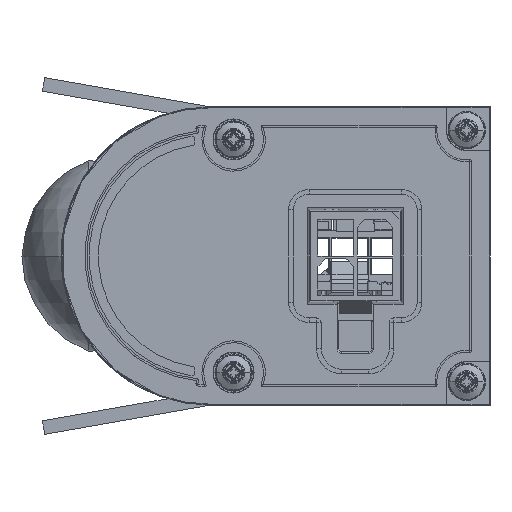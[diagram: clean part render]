
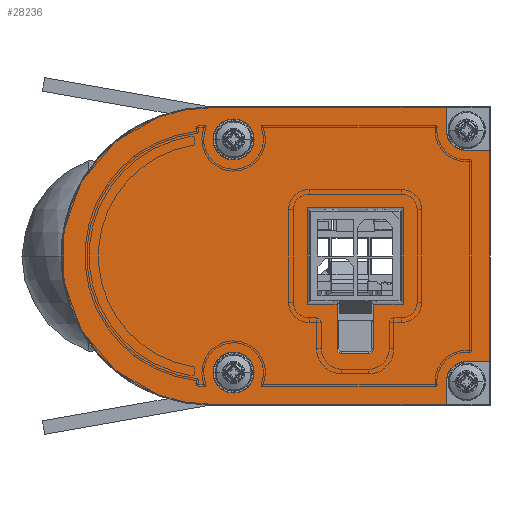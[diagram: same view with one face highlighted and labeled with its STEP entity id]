
A CAD part, left-side view. The second image highlights one B-rep face of the part: STEP entity #28236.
In plain terms, the highlighted face is planar.
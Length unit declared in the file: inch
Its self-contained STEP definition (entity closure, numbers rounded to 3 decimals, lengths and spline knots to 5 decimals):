
#25691=CARTESIAN_POINT('',(12.5,-2.5,0.));
#25692=DIRECTION('',(0.,0.,1.));
#25693=DIRECTION('',(1.,0.,0.));
#25694=AXIS2_PLACEMENT_3D('',#25691,#25692,#25693);
#25696=CARTESIAN_POINT('',(12.5,-2.5,0.));
#25697=DIRECTION('',(0.,0.,1.));
#25698=DIRECTION('',(-1.,0.,0.));
#25699=AXIS2_PLACEMENT_3D('',#25696,#25697,#25698);
#25701=CARTESIAN_POINT('',(-12.5,-2.5,0.));
#25702=DIRECTION('',(0.,0.,1.));
#25703=DIRECTION('',(1.,0.,0.));
#25704=AXIS2_PLACEMENT_3D('',#25701,#25702,#25703);
#25706=CARTESIAN_POINT('',(-12.5,-2.5,0.));
#25707=DIRECTION('',(0.,0.,1.));
#25708=DIRECTION('',(-1.,0.,0.));
#25709=AXIS2_PLACEMENT_3D('',#25706,#25707,#25708);
#25711=DIRECTION('',(0.,1.,0.));
#25712=VECTOR('',#25711,3.19985);
#25713=CARTESIAN_POINT('',(-5.14985,-20.69985,0.));
#25714=LINE('',#25713,#25712);
#25715=DIRECTION('',(-1.,0.,0.));
#25716=VECTOR('',#25715,10.29969);
#25717=CARTESIAN_POINT('',(5.14985,-20.69985,0.));
#25718=LINE('',#25717,#25716);
#25719=DIRECTION('',(0.,-1.,0.));
#25720=VECTOR('',#25719,10.29969);
#25721=CARTESIAN_POINT('',(5.14985,-10.40015,0.));
#25722=LINE('',#25721,#25720);
#25723=DIRECTION('',(1.,0.,0.));
#25724=VECTOR('',#25723,10.29969);
#25725=CARTESIAN_POINT('',(-5.14985,-10.40015,0.));
#25726=LINE('',#25725,#25724);
#25727=DIRECTION('',(0.,1.,0.));
#25728=VECTOR('',#25727,3.19985);
#25729=CARTESIAN_POINT('',(-5.14985,-13.6,0.));
#25730=LINE('',#25729,#25728);
#25731=DIRECTION('',(-1.,0.,0.));
#25732=VECTOR('',#25731,4.80015);
#25733=CARTESIAN_POINT('',(-5.14985,-13.6,0.));
#25734=LINE('',#25733,#25732);
#25735=CARTESIAN_POINT('',(-9.95,-14.1,0.));
#25736=DIRECTION('',(0.,0.,1.));
#25737=DIRECTION('',(0.,1.,0.));
#25738=AXIS2_PLACEMENT_3D('',#25735,#25736,#25737);
#25740=DIRECTION('',(0.,-1.,0.));
#25741=VECTOR('',#25740,2.9);
#25742=CARTESIAN_POINT('',(-10.45,-14.1,0.));
#25743=LINE('',#25742,#25741);
#25744=CARTESIAN_POINT('',(-9.95,-17.,0.));
#25745=DIRECTION('',(0.,0.,1.));
#25746=DIRECTION('',(-1.,0.,0.));
#25747=AXIS2_PLACEMENT_3D('',#25744,#25745,#25746);
#25749=DIRECTION('',(1.,0.,0.));
#25750=VECTOR('',#25749,4.80015);
#25751=CARTESIAN_POINT('',(-9.95,-17.5,0.));
#25752=LINE('',#25751,#25750);
#25753=CARTESIAN_POINT('',(0.,0.,0.));
#25754=DIRECTION('',(0.,0.,1.));
#25755=DIRECTION('',(1.,0.,0.));
#25756=AXIS2_PLACEMENT_3D('',#25753,#25754,#25755);
#25758=DIRECTION('',(0.,1.,0.));
#25759=VECTOR('',#25758,25.3);
#25760=CARTESIAN_POINT('',(15.89527,-25.3,0.));
#25761=LINE('',#25760,#25759);
#25762=DIRECTION('',(-1.,0.,0.));
#25763=VECTOR('',#25762,2.39527);
#25764=CARTESIAN_POINT('',(15.89527,-25.3,0.));
#25765=LINE('',#25764,#25763);
#25766=CARTESIAN_POINT('',(13.5,-27.5,0.));
#25767=DIRECTION('',(0.,0.,1.));
#25768=DIRECTION('',(0.,1.,0.));
#25769=AXIS2_PLACEMENT_3D('',#25766,#25767,#25768);
#25771=DIRECTION('',(0.,1.,0.));
#25772=VECTOR('',#25771,2.39527);
#25773=CARTESIAN_POINT('',(11.3,-29.89527,0.));
#25774=LINE('',#25773,#25772);
#25775=DIRECTION('',(1.,0.,0.));
#25776=VECTOR('',#25775,22.6);
#25777=CARTESIAN_POINT('',(-11.3,-29.89527,0.));
#25778=LINE('',#25777,#25776);
#25779=DIRECTION('',(0.,1.,0.));
#25780=VECTOR('',#25779,2.39527);
#25781=CARTESIAN_POINT('',(-11.3,-29.89527,0.));
#25782=LINE('',#25781,#25780);
#25783=CARTESIAN_POINT('',(-13.5,-27.5,0.));
#25784=DIRECTION('',(0.,0.,1.));
#25785=DIRECTION('',(1.,0.,0.));
#25786=AXIS2_PLACEMENT_3D('',#25783,#25784,#25785);
#25788=DIRECTION('',(1.,0.,0.));
#25789=VECTOR('',#25788,2.39527);
#25790=CARTESIAN_POINT('',(-15.89527,-25.3,0.));
#25791=LINE('',#25790,#25789);
#25792=DIRECTION('',(0.,1.,0.));
#25793=VECTOR('',#25792,25.3);
#25794=CARTESIAN_POINT('',(-15.89527,-25.3,0.));
#25795=LINE('',#25794,#25793);
#27741=CARTESIAN_POINT('',(14.7,-2.5,0.));
#27742=CARTESIAN_POINT('',(10.3,-2.5,0.));
#27743=VERTEX_POINT('',#27741);
#27744=VERTEX_POINT('',#27742);
#27745=CARTESIAN_POINT('',(-10.3,-2.5,0.));
#27746=CARTESIAN_POINT('',(-14.7,-2.5,0.));
#27747=VERTEX_POINT('',#27745);
#27748=VERTEX_POINT('',#27746);
#27873=CARTESIAN_POINT('',(15.89527,0.,0.));
#27875=VERTEX_POINT('',#27873);
#27877=CARTESIAN_POINT('',(-15.89527,0.,0.));
#27879=VERTEX_POINT('',#27877);
#27884=CARTESIAN_POINT('',(-10.45,-14.1,0.));
#27885=CARTESIAN_POINT('',(-10.45,-17.,0.));
#27886=VERTEX_POINT('',#27884);
#27887=VERTEX_POINT('',#27885);
#27888=CARTESIAN_POINT('',(-9.95,-13.6,0.));
#27889=VERTEX_POINT('',#27888);
#27890=CARTESIAN_POINT('',(-9.95,-17.5,0.));
#27891=VERTEX_POINT('',#27890);
#27933=CARTESIAN_POINT('',(-5.14985,-13.6,0.));
#27934=VERTEX_POINT('',#27933);
#27935=CARTESIAN_POINT('',(-5.14985,-17.5,0.));
#27936=VERTEX_POINT('',#27935);
#27946=CARTESIAN_POINT('',(5.14985,-20.69985,0.));
#27948=VERTEX_POINT('',#27946);
#27950=CARTESIAN_POINT('',(-5.14985,-20.69985,0.));
#27952=VERTEX_POINT('',#27950);
#27953=CARTESIAN_POINT('',(5.14985,-10.40015,0.));
#27955=VERTEX_POINT('',#27953);
#27958=CARTESIAN_POINT('',(-5.14985,-10.40015,0.));
#27960=VERTEX_POINT('',#27958);
#28038=CARTESIAN_POINT('',(13.5,-25.3,0.));
#28039=CARTESIAN_POINT('',(11.3,-27.5,0.));
#28040=VERTEX_POINT('',#28038);
#28041=VERTEX_POINT('',#28039);
#28042=CARTESIAN_POINT('',(-11.3,-27.5,0.));
#28043=CARTESIAN_POINT('',(-13.5,-25.3,0.));
#28044=VERTEX_POINT('',#28042);
#28045=VERTEX_POINT('',#28043);
#28046=CARTESIAN_POINT('',(15.89527,-25.3,0.));
#28047=VERTEX_POINT('',#28046);
#28048=CARTESIAN_POINT('',(11.3,-29.89527,0.));
#28049=VERTEX_POINT('',#28048);
#28050=CARTESIAN_POINT('',(-11.3,-29.89527,0.));
#28051=VERTEX_POINT('',#28050);
#28052=CARTESIAN_POINT('',(-15.89527,-25.3,0.));
#28053=VERTEX_POINT('',#28052);
#28175=CARTESIAN_POINT('',(0.,0.,0.));
#28176=DIRECTION('',(0.,0.,1.));
#28177=DIRECTION('',(1.,0.,0.));
#28178=AXIS2_PLACEMENT_3D('',#28175,#28176,#28177);
#28179=PLANE('',#28178);
#28181=ORIENTED_EDGE('',*,*,#28180,.F.);
#28183=ORIENTED_EDGE('',*,*,#28182,.F.);
#28185=ORIENTED_EDGE('',*,*,#28184,.T.);
#28187=ORIENTED_EDGE('',*,*,#28186,.T.);
#28189=ORIENTED_EDGE('',*,*,#28188,.F.);
#28191=ORIENTED_EDGE('',*,*,#28190,.F.);
#28193=ORIENTED_EDGE('',*,*,#28192,.T.);
#28195=ORIENTED_EDGE('',*,*,#28194,.T.);
#28197=ORIENTED_EDGE('',*,*,#28196,.F.);
#28199=ORIENTED_EDGE('',*,*,#28198,.T.);
#28200=EDGE_LOOP('',(#28181,#28183,#28185,#28187,#28189,#28191,#28193,#28195,
#28197,#28199));
#28201=FACE_OUTER_BOUND('',#28200,.F.);
#28203=ORIENTED_EDGE('',*,*,#28202,.T.);
#28205=ORIENTED_EDGE('',*,*,#28204,.T.);
#28206=EDGE_LOOP('',(#28203,#28205));
#28207=FACE_BOUND('',#28206,.F.);
#28209=ORIENTED_EDGE('',*,*,#28208,.F.);
#28211=ORIENTED_EDGE('',*,*,#28210,.F.);
#28213=ORIENTED_EDGE('',*,*,#28212,.F.);
#28215=ORIENTED_EDGE('',*,*,#28214,.F.);
#28217=ORIENTED_EDGE('',*,*,#28216,.F.);
#28219=ORIENTED_EDGE('',*,*,#28218,.T.);
#28221=ORIENTED_EDGE('',*,*,#28220,.T.);
#28223=ORIENTED_EDGE('',*,*,#28222,.T.);
#28225=ORIENTED_EDGE('',*,*,#28224,.T.);
#28227=ORIENTED_EDGE('',*,*,#28226,.T.);
#28228=EDGE_LOOP('',(#28209,#28211,#28213,#28215,#28217,#28219,#28221,#28223,
#28225,#28227));
#28229=FACE_BOUND('',#28228,.F.);
#28231=ORIENTED_EDGE('',*,*,#28230,.T.);
#28233=ORIENTED_EDGE('',*,*,#28232,.T.);
#28234=EDGE_LOOP('',(#28231,#28233));
#28235=FACE_BOUND('',#28234,.F.);
#28236=ADVANCED_FACE('',(#28201,#28207,#28229,#28235),#28179,.T.);
#25695=CIRCLE('',#25694,2.2);
#25700=CIRCLE('',#25699,2.2);
#25705=CIRCLE('',#25704,2.2);
#25710=CIRCLE('',#25709,2.2);
#25739=CIRCLE('',#25738,0.5);
#25748=CIRCLE('',#25747,0.5);
#25757=CIRCLE('',#25756,15.89527);
#25770=CIRCLE('',#25769,2.2);
#25787=CIRCLE('',#25786,2.2);
#28180=EDGE_CURVE('',#27875,#27879,#25757,.T.);
#28182=EDGE_CURVE('',#28047,#27875,#25761,.T.);
#28184=EDGE_CURVE('',#28047,#28040,#25765,.T.);
#28186=EDGE_CURVE('',#28040,#28041,#25770,.T.);
#28188=EDGE_CURVE('',#28049,#28041,#25774,.T.);
#28190=EDGE_CURVE('',#28051,#28049,#25778,.T.);
#28192=EDGE_CURVE('',#28051,#28044,#25782,.T.);
#28194=EDGE_CURVE('',#28044,#28045,#25787,.T.);
#28196=EDGE_CURVE('',#28053,#28045,#25791,.T.);
#28198=EDGE_CURVE('',#28053,#27879,#25795,.T.);
#28202=EDGE_CURVE('',#27747,#27748,#25705,.T.);
#28204=EDGE_CURVE('',#27748,#27747,#25710,.T.);
#28208=EDGE_CURVE('',#27952,#27936,#25714,.T.);
#28210=EDGE_CURVE('',#27948,#27952,#25718,.T.);
#28212=EDGE_CURVE('',#27955,#27948,#25722,.T.);
#28214=EDGE_CURVE('',#27960,#27955,#25726,.T.);
#28216=EDGE_CURVE('',#27934,#27960,#25730,.T.);
#28218=EDGE_CURVE('',#27934,#27889,#25734,.T.);
#28220=EDGE_CURVE('',#27889,#27886,#25739,.T.);
#28222=EDGE_CURVE('',#27886,#27887,#25743,.T.);
#28224=EDGE_CURVE('',#27887,#27891,#25748,.T.);
#28226=EDGE_CURVE('',#27891,#27936,#25752,.T.);
#28230=EDGE_CURVE('',#27743,#27744,#25695,.T.);
#28232=EDGE_CURVE('',#27744,#27743,#25700,.T.);
